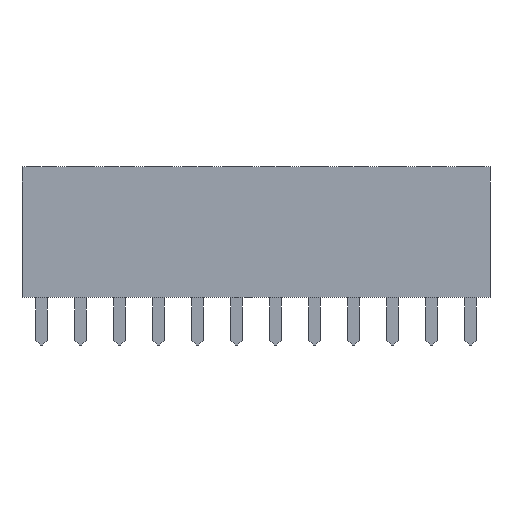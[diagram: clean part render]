
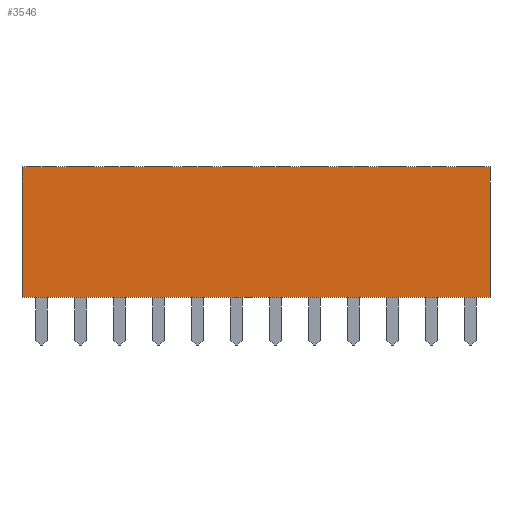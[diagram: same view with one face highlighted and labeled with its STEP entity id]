
A CAD part, front view. The second image highlights one B-rep face of the part: STEP entity #3546.
In plain terms, the highlighted planar face has unit normal (0, -1, 0).
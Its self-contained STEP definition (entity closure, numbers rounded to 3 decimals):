
#188=FACE_OUTER_BOUND('',#414,.T.);
#414=EDGE_LOOP('',(#2835,#2836,#2837,#2838));
#549=LINE('',#4900,#1029);
#602=LINE('',#5007,#1082);
#757=LINE('',#5326,#1237);
#761=LINE('',#5333,#1241);
#1029=VECTOR('',#3973,10.);
#1082=VECTOR('',#4034,10.);
#1237=VECTOR('',#4359,10.);
#1241=VECTOR('',#4367,10.);
#1491=VERTEX_POINT('',#4897);
#1492=VERTEX_POINT('',#4899);
#1542=VERTEX_POINT('',#5006);
#1621=VERTEX_POINT('',#5325);
#1813=EDGE_CURVE('',#1491,#1492,#549,.T.);
#1866=EDGE_CURVE('',#1492,#1542,#602,.T.);
#2021=EDGE_CURVE('',#1621,#1542,#757,.T.);
#2025=EDGE_CURVE('',#1621,#1491,#761,.T.);
#2835=ORIENTED_EDGE('',*,*,#2021,.T.);
#2836=ORIENTED_EDGE('',*,*,#1866,.F.);
#2837=ORIENTED_EDGE('',*,*,#1813,.F.);
#2838=ORIENTED_EDGE('',*,*,#2025,.F.);
#3332=PLANE('',#3787);
#3546=ADVANCED_FACE('',(#188),#3332,.T.);
#3787=AXIS2_PLACEMENT_3D('',#5402,#4439,#4440);
#3973=DIRECTION('',(1.,0.,0.));
#4034=DIRECTION('',(0.,0.,-1.));
#4359=DIRECTION('',(1.,0.,0.));
#4367=DIRECTION('',(0.,0.,1.));
#4439=DIRECTION('center_axis',(0.,-1.,0.));
#4440=DIRECTION('ref_axis',(1.,0.,0.));
#4897=CARTESIAN_POINT('',(-15.24,-1.25,8.6));
#4899=CARTESIAN_POINT('',(15.24,-1.25,8.6));
#4900=CARTESIAN_POINT('',(-15.24,-1.25,8.6));
#5006=CARTESIAN_POINT('',(15.24,-1.25,0.1));
#5007=CARTESIAN_POINT('',(15.24,-1.25,0.1));
#5325=CARTESIAN_POINT('',(-15.24,-1.25,0.1));
#5326=CARTESIAN_POINT('',(-15.24,-1.25,0.1));
#5333=CARTESIAN_POINT('',(-15.24,-1.25,0.1));
#5402=CARTESIAN_POINT('Origin',(-15.24,-1.25,0.1));
